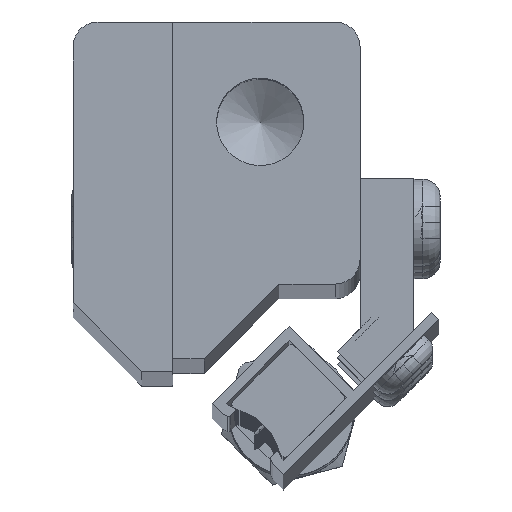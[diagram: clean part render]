
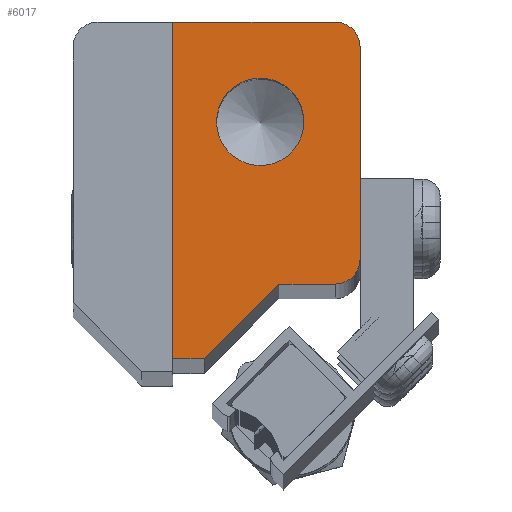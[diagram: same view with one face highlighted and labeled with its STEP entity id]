
A CAD part, top view. The second image highlights one B-rep face of the part: STEP entity #6017.
In plain terms, the highlighted planar face has unit normal (0, 0, 1).
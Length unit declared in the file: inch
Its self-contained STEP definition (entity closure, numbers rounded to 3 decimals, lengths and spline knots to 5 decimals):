
#544=LINE('',#9433,#818);
#548=LINE('',#9605,#822);
#552=LINE('',#9613,#826);
#555=LINE('',#9619,#829);
#558=LINE('',#9625,#832);
#562=LINE('',#9639,#836);
#818=VECTOR('',#7444,0.3937);
#822=VECTOR('',#7654,0.3937);
#826=VECTOR('',#7660,0.3937);
#829=VECTOR('',#7665,0.3937);
#832=VECTOR('',#7670,0.3937);
#836=VECTOR('',#7688,0.3937);
#1099=PLANE('',#6673);
#1354=FACE_BOUND('',#2314,.T.);
#1819=FACE_OUTER_BOUND('',#2313,.T.);
#2313=EDGE_LOOP('',(#4689,#4690,#4691,#4692,#4693,#4694,#4695,#4696));
#2314=EDGE_LOOP('',(#4697));
#2911=CIRCLE('',#6542,0.21875);
#2979=CIRCLE('',#6666,0.125);
#2981=CIRCLE('',#6669,0.125);
#3254=VERTEX_POINT('',#9403);
#3265=VERTEX_POINT('',#9431);
#3266=VERTEX_POINT('',#9432);
#3330=VERTEX_POINT('',#9603);
#3331=VERTEX_POINT('',#9604);
#3334=VERTEX_POINT('',#9612);
#3336=VERTEX_POINT('',#9618);
#3338=VERTEX_POINT('',#9624);
#3340=VERTEX_POINT('',#9633);
#3810=EDGE_CURVE('',#3254,#3254,#2911,.T.);
#3821=EDGE_CURVE('',#3265,#3266,#544,.T.);
#3886=EDGE_CURVE('',#3330,#3331,#548,.T.);
#3890=EDGE_CURVE('',#3331,#3334,#552,.T.);
#3893=EDGE_CURVE('',#3334,#3336,#555,.T.);
#3896=EDGE_CURVE('',#3336,#3338,#558,.T.);
#3899=EDGE_CURVE('',#3338,#3265,#2979,.T.);
#3901=EDGE_CURVE('',#3266,#3340,#2981,.T.);
#3904=EDGE_CURVE('',#3340,#3330,#562,.T.);
#4689=ORIENTED_EDGE('',*,*,#3886,.F.);
#4690=ORIENTED_EDGE('',*,*,#3904,.F.);
#4691=ORIENTED_EDGE('',*,*,#3901,.F.);
#4692=ORIENTED_EDGE('',*,*,#3821,.F.);
#4693=ORIENTED_EDGE('',*,*,#3899,.F.);
#4694=ORIENTED_EDGE('',*,*,#3896,.F.);
#4695=ORIENTED_EDGE('',*,*,#3893,.F.);
#4696=ORIENTED_EDGE('',*,*,#3890,.F.);
#4697=ORIENTED_EDGE('',*,*,#3810,.T.);
#6017=ADVANCED_FACE('',(#1819,#1354),#1099,.T.);
#6542=AXIS2_PLACEMENT_3D('',#9404,#7410,#7411);
#6666=AXIS2_PLACEMENT_3D('',#9630,#7675,#7676);
#6669=AXIS2_PLACEMENT_3D('',#9634,#7681,#7682);
#6673=AXIS2_PLACEMENT_3D('',#9642,#7692,#7693);
#7410=DIRECTION('center_axis',(0.,0.,-1.));
#7411=DIRECTION('ref_axis',(1.,0.,0.));
#7444=DIRECTION('',(0.,-1.,0.));
#7654=DIRECTION('',(-0.707,-0.707,0.));
#7660=DIRECTION('',(-1.,0.,0.));
#7665=DIRECTION('',(0.,1.,0.));
#7670=DIRECTION('',(1.,0.,0.));
#7675=DIRECTION('center_axis',(0.,0.,-1.));
#7676=DIRECTION('ref_axis',(1.,0.,0.));
#7681=DIRECTION('center_axis',(0.,0.,-1.));
#7682=DIRECTION('ref_axis',(0.,-1.,0.));
#7688=DIRECTION('',(-1.,0.,0.));
#7692=DIRECTION('center_axis',(0.,0.,1.));
#7693=DIRECTION('ref_axis',(1.,0.,0.));
#9403=CARTESIAN_POINT('',(0.625,0.8125,42.));
#9404=CARTESIAN_POINT('Origin',(0.40625,0.8125,42.));
#9431=CARTESIAN_POINT('',(0.90625,1.1875,42.));
#9432=CARTESIAN_POINT('',(0.90625,0.125,42.));
#9433=CARTESIAN_POINT('',(0.90625,0.125,42.));
#9603=CARTESIAN_POINT('',(0.5,0.,42.));
#9604=CARTESIAN_POINT('',(0.125,-0.375,42.));
#9605=CARTESIAN_POINT('',(0.125,-0.375,42.));
#9612=CARTESIAN_POINT('',(-0.03125,-0.375,42.));
#9613=CARTESIAN_POINT('',(-0.03125,-0.375,42.));
#9618=CARTESIAN_POINT('',(-0.03125,1.3125,42.));
#9619=CARTESIAN_POINT('',(-0.03125,1.3125,42.));
#9624=CARTESIAN_POINT('',(0.78125,1.3125,42.));
#9625=CARTESIAN_POINT('',(0.78125,1.3125,42.));
#9630=CARTESIAN_POINT('Origin',(0.78125,1.1875,42.));
#9633=CARTESIAN_POINT('',(0.78125,0.,42.));
#9634=CARTESIAN_POINT('Origin',(0.78125,0.125,42.));
#9639=CARTESIAN_POINT('',(0.5,0.,42.));
#9642=CARTESIAN_POINT('Origin',(0.38705,0.53917,42.));
